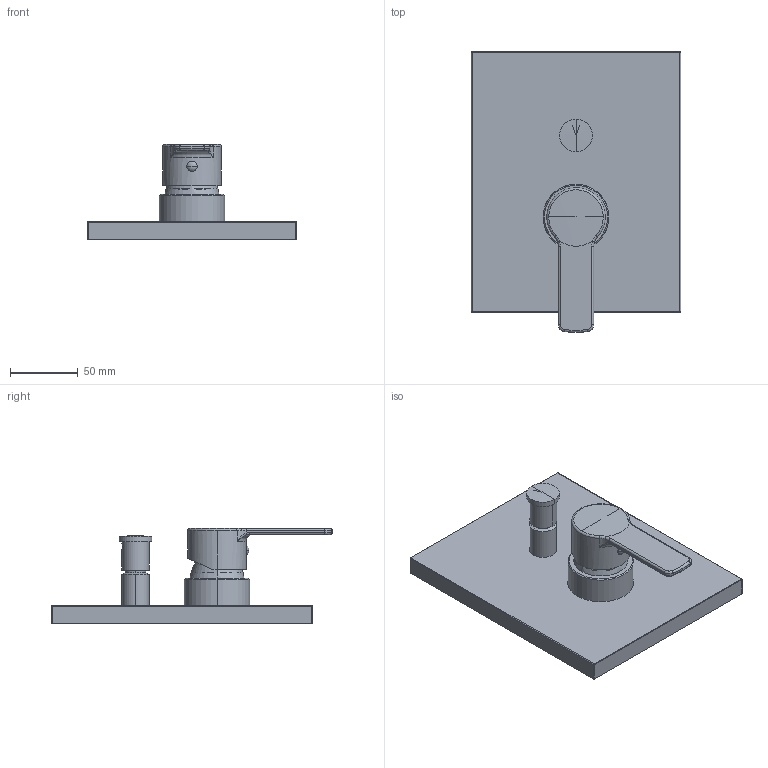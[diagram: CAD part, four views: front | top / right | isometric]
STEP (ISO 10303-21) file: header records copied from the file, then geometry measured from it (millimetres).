
FILE_DESCRIPTION((''),'2;1');
FILE_NAME('REDBOX015CR','2021-11-08T17:03:14',('ut3'),('PAFFONI SpA'),'CREO PARAMETRIC BY PTC INC, 2020044','CREO PARAMETRIC BY PTC INC, 2020044','');
FILE_SCHEMA(('CONFIG_CONTROL_DESIGN','SHAPE_APPEARANCE_LAYERS_GROUPS'));
Length unit declared in the file: millimetre
Products named in the file (1): REDBOX015CR
Bounding box: 154 x 206.66 x 70.33 mm (x, y, z)
Volume: 327311 mm3; surface area: 127506.7 mm2
Topology: 5 solids, 5 shells, 1216 faces, 3214 edges, 2015 vertices
Faces by surface type: plane 669, cylinder 327, torus 88, cone 56, bspline 40, sphere 36
Entity records: 50839 total; most frequent: CARTESIAN_POINT 12495, ORIENTED_EDGE 6400, DIRECTION 6017, EDGE_CURVE 3200, AXIS2_PLACEMENT_3D 2123, VERTEX_POINT 2015, VECTOR 1771, LINE 1771
